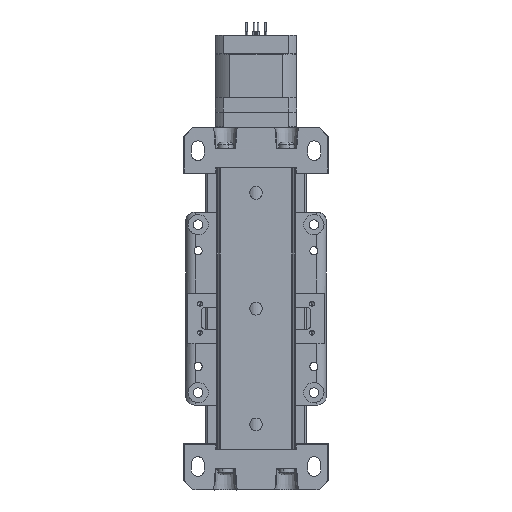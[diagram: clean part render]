
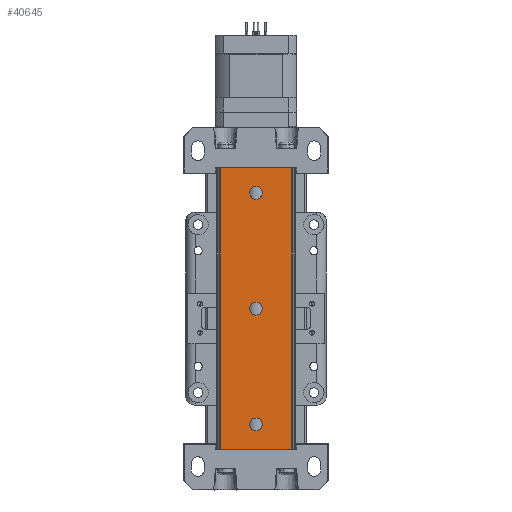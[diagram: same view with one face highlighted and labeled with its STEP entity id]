
A CAD part, front view. The second image highlights one B-rep face of the part: STEP entity #40645.
In plain terms, the highlighted planar face has unit normal (0, -1, 0).
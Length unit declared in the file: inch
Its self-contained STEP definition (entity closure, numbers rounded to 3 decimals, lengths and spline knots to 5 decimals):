
#18 = DIRECTION ( 'NONE',  ( 1., 0., 0. ) ) ;
#8247 = EDGE_CURVE ( 'NONE', #23358, #41990, #93268, .T. ) ;
#8749 = DIRECTION ( 'NONE',  ( 0., 0., 1. ) ) ;
#11094 = VECTOR ( 'NONE', #78475, 39.37008 ) ;
#11339 = ORIENTED_EDGE ( 'NONE', *, *, #156771, .T. ) ;
#16918 = FACE_OUTER_BOUND ( 'NONE', #143082, .T. ) ;
#17759 = VERTEX_POINT ( 'NONE', #92138 ) ;
#19275 = DIRECTION ( 'NONE',  ( 0., 1., 0. ) ) ;
#22260 = VECTOR ( 'NONE', #18, 39.37008 ) ;
#23051 = DIRECTION ( 'NONE',  ( 0., 0., 1. ) ) ;
#23358 = VERTEX_POINT ( 'NONE', #117625 ) ;
#24810 = EDGE_CURVE ( 'NONE', #107157, #23358, #102959, .T. ) ;
#29187 = DIRECTION ( 'NONE',  ( 0., -1., 0. ) ) ;
#29357 = ORIENTED_EDGE ( 'NONE', *, *, #91656, .T. ) ;
#30261 = CIRCLE ( 'NONE', #44172, 0.12992 ) ;
#30705 = CARTESIAN_POINT ( 'NONE',  ( 0., 0., -0.512 ) ) ;
#33269 = EDGE_CURVE ( 'NONE', #157272, #35374, #30261, .T. ) ;
#34093 = ORIENTED_EDGE ( 'NONE', *, *, #33269, .T. ) ;
#35374 = VERTEX_POINT ( 'NONE', #89340 ) ;
#37230 = VECTOR ( 'NONE', #143833, 39.37008 ) ;
#37241 = ORIENTED_EDGE ( 'NONE', *, *, #169397, .T. ) ;
#37708 = CARTESIAN_POINT ( 'NONE',  ( -0.73097, 0., -5.748 ) ) ;
#40645 = ADVANCED_FACE ( 'NONE', ( #80512, #159765, #16918, #108431 ), #79660, .T. ) ;
#40931 = EDGE_CURVE ( 'NONE', #158018, #96037, #155785, .T. ) ;
#41990 = VERTEX_POINT ( 'NONE', #115714 ) ;
#43736 = DIRECTION ( 'NONE',  ( 0., 1., 0. ) ) ;
#44172 = AXIS2_PLACEMENT_3D ( 'NONE', #105823, #63186, #144938 ) ;
#44895 = CARTESIAN_POINT ( 'NONE',  ( 0., 0., -5.23641 ) ) ;
#46064 = CIRCLE ( 'NONE', #87716, 0.12992 ) ;
#46306 = DIRECTION ( 'NONE',  ( 0., 0., 1. ) ) ;
#50307 = CARTESIAN_POINT ( 'NONE',  ( 0., 0., -2.74428 ) ) ;
#55758 = CARTESIAN_POINT ( 'NONE',  ( 0.73097, 0., -5.748 ) ) ;
#57109 = EDGE_LOOP ( 'NONE', ( #37241, #29357 ) ) ;
#57908 = DIRECTION ( 'NONE',  ( 0., 1., 0. ) ) ;
#62323 = CARTESIAN_POINT ( 'NONE',  ( 0., 0., -2.8742 ) ) ;
#63186 = DIRECTION ( 'NONE',  ( 0., 1., 0. ) ) ;
#65987 = VERTEX_POINT ( 'NONE', #135181 ) ;
#69289 = DIRECTION ( 'NONE',  ( 0., 0., 1. ) ) ;
#74633 = CARTESIAN_POINT ( 'NONE',  ( 0., 0., -0.64192 ) ) ;
#76819 = VECTOR ( 'NONE', #120928, 39.37008 ) ;
#78475 = DIRECTION ( 'NONE',  ( 0., 0., 1. ) ) ;
#78810 = ORIENTED_EDGE ( 'NONE', *, *, #127079, .F. ) ;
#78993 = CARTESIAN_POINT ( 'NONE',  ( 0., 0., -0.512 ) ) ;
#79660 = PLANE ( 'NONE',  #86094 ) ;
#79871 = CIRCLE ( 'NONE', #132664, 0.12992 ) ;
#80512 = FACE_BOUND ( 'NONE', #147345, .T. ) ;
#82246 = DIRECTION ( 'NONE',  ( 0., 0., -1. ) ) ;
#86094 = AXIS2_PLACEMENT_3D ( 'NONE', #161483, #29187, #82246 ) ;
#87716 = AXIS2_PLACEMENT_3D ( 'NONE', #62323, #104917, #23051 ) ;
#88941 = CARTESIAN_POINT ( 'NONE',  ( 0., 0., -5.23641 ) ) ;
#89340 = CARTESIAN_POINT ( 'NONE',  ( 0., 0., -3.00413 ) ) ;
#91523 = CIRCLE ( 'NONE', #119288, 0.12992 ) ;
#91656 = EDGE_CURVE ( 'NONE', #99702, #17759, #120818, .T. ) ;
#92138 = CARTESIAN_POINT ( 'NONE',  ( 0., 0., -5.10649 ) ) ;
#92924 = DIRECTION ( 'NONE',  ( 0., 0., 1. ) ) ;
#93268 = LINE ( 'NONE', #55758, #11094 ) ;
#94800 = ORIENTED_EDGE ( 'NONE', *, *, #40931, .T. ) ;
#96037 = VERTEX_POINT ( 'NONE', #74633 ) ;
#97662 = CARTESIAN_POINT ( 'NONE',  ( 0., 0., -0.38208 ) ) ;
#99702 = VERTEX_POINT ( 'NONE', #167868 ) ;
#102959 = LINE ( 'NONE', #156035, #37230 ) ;
#104288 = DIRECTION ( 'NONE',  ( 0., 1., 0. ) ) ;
#104917 = DIRECTION ( 'NONE',  ( 0., 1., 0. ) ) ;
#105823 = CARTESIAN_POINT ( 'NONE',  ( 0., 0., -2.8742 ) ) ;
#107157 = VERTEX_POINT ( 'NONE', #172092 ) ;
#107661 = ORIENTED_EDGE ( 'NONE', *, *, #24810, .T. ) ;
#108431 = FACE_BOUND ( 'NONE', #57109, .T. ) ;
#114758 = EDGE_CURVE ( 'NONE', #65987, #41990, #117637, .T. ) ;
#115714 = CARTESIAN_POINT ( 'NONE',  ( 0.73097, 0., 0. ) ) ;
#117625 = CARTESIAN_POINT ( 'NONE',  ( 0.73097, 0., -5.748 ) ) ;
#117637 = LINE ( 'NONE', #147192, #22260 ) ;
#119288 = AXIS2_PLACEMENT_3D ( 'NONE', #44895, #57908, #69289 ) ;
#120818 = CIRCLE ( 'NONE', #129104, 0.12992 ) ;
#120928 = DIRECTION ( 'NONE',  ( 0., 0., 1. ) ) ;
#120930 = EDGE_LOOP ( 'NONE', ( #94800, #125544 ) ) ;
#124372 = ORIENTED_EDGE ( 'NONE', *, *, #114758, .F. ) ;
#125544 = ORIENTED_EDGE ( 'NONE', *, *, #139937, .T. ) ;
#127079 = EDGE_CURVE ( 'NONE', #107157, #65987, #148807, .T. ) ;
#129104 = AXIS2_PLACEMENT_3D ( 'NONE', #88941, #19275, #8749 ) ;
#131712 = ORIENTED_EDGE ( 'NONE', *, *, #8247, .T. ) ;
#132664 = AXIS2_PLACEMENT_3D ( 'NONE', #78993, #104288, #92924 ) ;
#135181 = CARTESIAN_POINT ( 'NONE',  ( -0.73097, 0., 0. ) ) ;
#139937 = EDGE_CURVE ( 'NONE', #96037, #158018, #79871, .T. ) ;
#143082 = EDGE_LOOP ( 'NONE', ( #124372, #78810, #107661, #131712 ) ) ;
#143833 = DIRECTION ( 'NONE',  ( 1., 0., 0. ) ) ;
#144938 = DIRECTION ( 'NONE',  ( 0., 0., 1. ) ) ;
#147192 = CARTESIAN_POINT ( 'NONE',  ( 0., 0., 0. ) ) ;
#147345 = EDGE_LOOP ( 'NONE', ( #34093, #11339 ) ) ;
#148807 = LINE ( 'NONE', #37708, #76819 ) ;
#150188 = AXIS2_PLACEMENT_3D ( 'NONE', #30705, #43736, #46306 ) ;
#155785 = CIRCLE ( 'NONE', #150188, 0.12992 ) ;
#156035 = CARTESIAN_POINT ( 'NONE',  ( 0., 0., -5.748 ) ) ;
#156771 = EDGE_CURVE ( 'NONE', #35374, #157272, #46064, .T. ) ;
#157272 = VERTEX_POINT ( 'NONE', #50307 ) ;
#158018 = VERTEX_POINT ( 'NONE', #97662 ) ;
#159765 = FACE_BOUND ( 'NONE', #120930, .T. ) ;
#161483 = CARTESIAN_POINT ( 'NONE',  ( 0., 0., -5.748 ) ) ;
#167868 = CARTESIAN_POINT ( 'NONE',  ( 0., 0., -5.36633 ) ) ;
#169397 = EDGE_CURVE ( 'NONE', #17759, #99702, #91523, .T. ) ;
#172092 = CARTESIAN_POINT ( 'NONE',  ( -0.73097, 0., -5.748 ) ) ;
